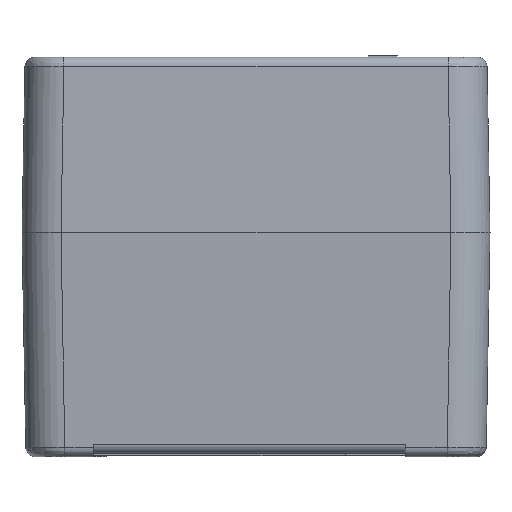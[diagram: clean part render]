
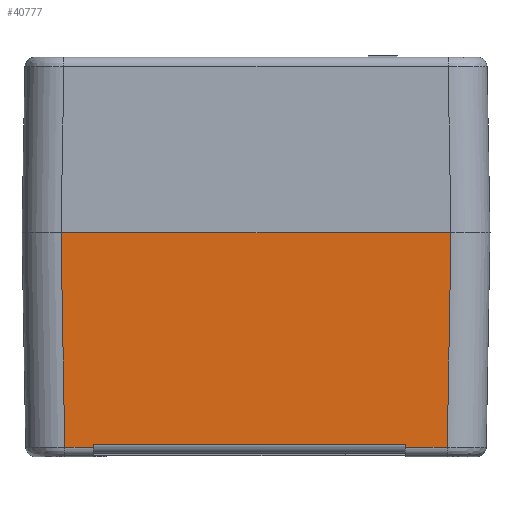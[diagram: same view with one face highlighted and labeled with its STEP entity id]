
A CAD part, left-side view. The second image highlights one B-rep face of the part: STEP entity #40777.
In plain terms, the highlighted planar face has unit normal (-1, 0, -0.018).
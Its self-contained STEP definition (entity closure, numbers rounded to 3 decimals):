
#1583=PLANE('',#44388);
#5488=FACE_OUTER_BOUND('',#7838,.T.);
#7838=EDGE_LOOP('',(#37749,#37750,#37751,#37752,#37753,#37754,#37755,#37756));
#9572=LINE('',#70094,#13370);
#12032=LINE('',#77235,#15830);
#12204=LINE('',#78616,#16002);
#12208=LINE('',#78624,#16006);
#12211=LINE('',#78634,#16009);
#12228=LINE('',#78707,#16026);
#12229=LINE('',#78709,#16027);
#12230=LINE('',#78710,#16028);
#13370=VECTOR('',#48084,10.);
#15830=VECTOR('',#54534,10.);
#16002=VECTOR('',#55246,10.);
#16006=VECTOR('',#55254,10.);
#16009=VECTOR('',#55265,10.);
#16026=VECTOR('',#55318,10.);
#16027=VECTOR('',#55321,10.);
#16028=VECTOR('',#55322,10.);
#17560=VERTEX_POINT('',#70088);
#17561=VERTEX_POINT('',#70092);
#19727=VERTEX_POINT('',#77232);
#19728=VERTEX_POINT('',#77234);
#19925=VERTEX_POINT('',#78608);
#19927=VERTEX_POINT('',#78614);
#19929=VERTEX_POINT('',#78622);
#19932=VERTEX_POINT('',#78632);
#22236=EDGE_CURVE('',#17560,#17561,#9572,.T.);
#25542=EDGE_CURVE('',#19727,#19728,#12032,.T.);
#25885=EDGE_CURVE('',#19927,#19925,#12204,.T.);
#25890=EDGE_CURVE('',#19929,#19927,#12208,.T.);
#25895=EDGE_CURVE('',#19932,#19727,#12211,.T.);
#25920=EDGE_CURVE('',#19728,#19929,#12228,.T.);
#25921=EDGE_CURVE('',#17560,#19932,#12229,.T.);
#25922=EDGE_CURVE('',#19925,#17561,#12230,.T.);
#37749=ORIENTED_EDGE('',*,*,#25885,.F.);
#37750=ORIENTED_EDGE('',*,*,#25890,.F.);
#37751=ORIENTED_EDGE('',*,*,#25920,.F.);
#37752=ORIENTED_EDGE('',*,*,#25542,.F.);
#37753=ORIENTED_EDGE('',*,*,#25895,.F.);
#37754=ORIENTED_EDGE('',*,*,#25921,.F.);
#37755=ORIENTED_EDGE('',*,*,#22236,.T.);
#37756=ORIENTED_EDGE('',*,*,#25922,.F.);
#40777=ADVANCED_FACE('',(#5488),#1583,.T.);
#44388=AXIS2_PLACEMENT_3D('',#78708,#55319,#55320);
#48084=DIRECTION('',(0.,1.,0.));
#54534=DIRECTION('',(-0.017,0.,1.));
#55246=DIRECTION('',(0.,1.,0.));
#55254=DIRECTION('',(0.017,0.,-1.));
#55265=DIRECTION('',(0.,1.,0.));
#55318=DIRECTION('',(0.,1.,0.));
#55319=DIRECTION('center_axis',(-1.,0.,
-0.017));
#55320=DIRECTION('ref_axis',(0.017,0.,-1.));
#55321=DIRECTION('',(0.017,0.017,-1.));
#55322=DIRECTION('',(-0.017,0.017,1.));
#70088=CARTESIAN_POINT('',(-36.,-29.774,34.));
#70092=CARTESIAN_POINT('',(-36.,30.228,34.));
#70094=CARTESIAN_POINT('',(-36.,-17.773,34.));
#77232=CARTESIAN_POINT('',(-35.424,-22.773,0.974));
#77234=CARTESIAN_POINT('',(-35.432,-22.773,1.474));
#77235=CARTESIAN_POINT('',(-35.404,-22.773,-0.141));
#78608=CARTESIAN_POINT('',(-35.424,29.652,0.974));
#78614=CARTESIAN_POINT('',(-35.424,25.227,0.974));
#78616=CARTESIAN_POINT('',(-35.424,-2.374,0.974));
#78622=CARTESIAN_POINT('',(-35.432,25.227,1.474));
#78624=CARTESIAN_POINT('',(-35.407,25.227,0.008));
#78632=CARTESIAN_POINT('',(-35.424,-29.197,0.974));
#78634=CARTESIAN_POINT('',(-35.424,-32.618,0.974));
#78707=CARTESIAN_POINT('',(-35.432,-17.773,1.474));
#78708=CARTESIAN_POINT('Origin',(-35.407,-35.773,0.005));
#78709=CARTESIAN_POINT('',(-35.398,-29.171,-0.508));
#78710=CARTESIAN_POINT('',(-35.398,29.626,-0.508));
